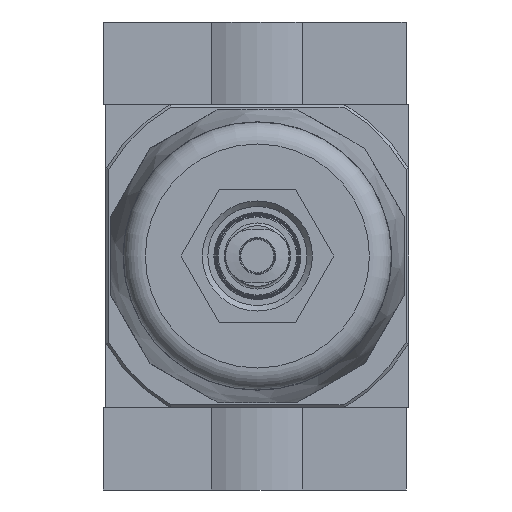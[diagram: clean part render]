
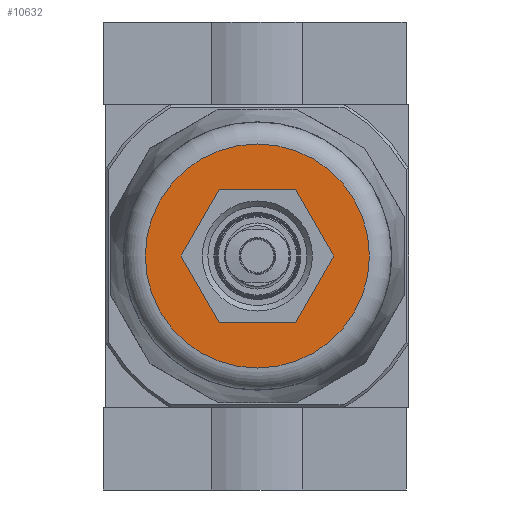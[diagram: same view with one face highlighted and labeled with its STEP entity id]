
A CAD part, front view. The second image highlights one B-rep face of the part: STEP entity #10632.
In plain terms, the highlighted planar face has unit normal (0, -1, 0).
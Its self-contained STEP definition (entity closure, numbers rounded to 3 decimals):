
#438=LINE('',#16256,#903);
#440=LINE('',#16260,#905);
#442=LINE('',#16264,#907);
#444=LINE('',#16268,#909);
#446=LINE('',#16272,#911);
#448=LINE('',#16276,#913);
#903=VECTOR('',#13050,1000.);
#905=VECTOR('',#13054,1000.);
#907=VECTOR('',#13058,1000.);
#909=VECTOR('',#13062,1000.);
#911=VECTOR('',#13066,1000.);
#913=VECTOR('',#13070,1000.);
#1295=PLANE('',#11410);
#1656=CIRCLE('',#11411,20.35);
#3060=ORIENTED_EDGE('',*,*,#4802,.T.);
#3061=ORIENTED_EDGE('',*,*,#4801,.T.);
#3062=ORIENTED_EDGE('',*,*,#4799,.T.);
#3063=ORIENTED_EDGE('',*,*,#4797,.T.);
#3064=ORIENTED_EDGE('',*,*,#4795,.T.);
#3065=ORIENTED_EDGE('',*,*,#4793,.T.);
#3066=ORIENTED_EDGE('',*,*,#4791,.T.);
#4791=EDGE_CURVE('',#5764,#5763,#438,.T.);
#4793=EDGE_CURVE('',#5765,#5764,#440,.T.);
#4795=EDGE_CURVE('',#5766,#5765,#442,.T.);
#4797=EDGE_CURVE('',#5767,#5766,#444,.T.);
#4799=EDGE_CURVE('',#5768,#5767,#446,.T.);
#4801=EDGE_CURVE('',#5763,#5768,#448,.T.);
#4802=EDGE_CURVE('',#5769,#5769,#1656,.T.);
#5763=VERTEX_POINT('',#16255);
#5764=VERTEX_POINT('',#16257);
#5765=VERTEX_POINT('',#16261);
#5766=VERTEX_POINT('',#16265);
#5767=VERTEX_POINT('',#16269);
#5768=VERTEX_POINT('',#16273);
#5769=VERTEX_POINT('',#16279);
#6681=EDGE_LOOP('',(#3060));
#6682=EDGE_LOOP('',(#3061,#3062,#3063,#3064,#3065,#3066));
#7364=FACE_BOUND('',#6681,.T.);
#7365=FACE_BOUND('',#6682,.T.);
#10632=ADVANCED_FACE('',(#7364,#7365),#1295,.F.);
#11410=AXIS2_PLACEMENT_3D('',#16277,#13071,#13072);
#11411=AXIS2_PLACEMENT_3D('',#16278,#13073,#13074);
#13050=DIRECTION('',(-0.866,0.,0.5));
#13054=DIRECTION('',(-0.866,0.,-0.5));
#13058=DIRECTION('',(0.,0.,-1.));
#13062=DIRECTION('',(0.866,0.,-0.5));
#13066=DIRECTION('',(0.866,0.,0.5));
#13070=DIRECTION('',(0.,0.,1.));
#13071=DIRECTION('',(0.,1.,0.));
#13072=DIRECTION('',(0.,0.,1.));
#13073=DIRECTION('',(0.,-1.,0.));
#13074=DIRECTION('',(0.,0.,-1.));
#16255=CARTESIAN_POINT('',(-12.,-145.7,-6.928));
#16256=CARTESIAN_POINT('',(0.,-145.7,-13.856));
#16257=CARTESIAN_POINT('',(0.,-145.7,-13.856));
#16260=CARTESIAN_POINT('',(12.,-145.7,-6.928));
#16261=CARTESIAN_POINT('',(12.,-145.7,-6.928));
#16264=CARTESIAN_POINT('',(12.,-145.7,6.928));
#16265=CARTESIAN_POINT('',(12.,-145.7,6.928));
#16268=CARTESIAN_POINT('',(0.,-145.7,13.856));
#16269=CARTESIAN_POINT('',(0.,-145.7,13.856));
#16272=CARTESIAN_POINT('',(-12.,-145.7,6.928));
#16273=CARTESIAN_POINT('',(-12.,-145.7,6.928));
#16276=CARTESIAN_POINT('',(-12.,-145.7,-6.928));
#16277=CARTESIAN_POINT('',(20.35,-145.7,0.));
#16278=CARTESIAN_POINT('',(0.,-145.7,0.));
#16279=CARTESIAN_POINT('',(0.,-145.7,-20.35));
